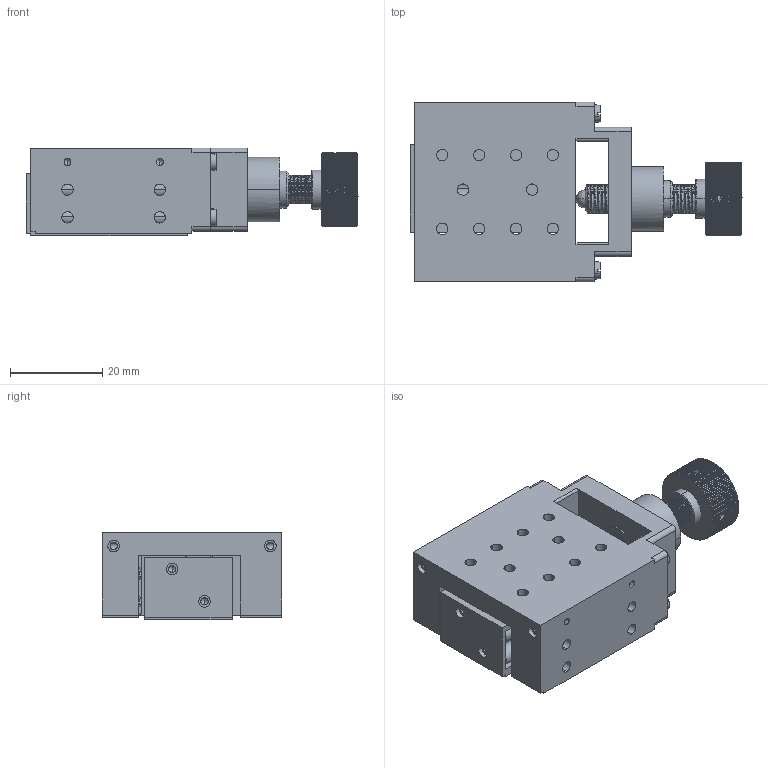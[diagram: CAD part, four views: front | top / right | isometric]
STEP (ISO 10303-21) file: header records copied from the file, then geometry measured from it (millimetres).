
FILE_DESCRIPTION(/* description */ (''),/* implementation_level */ '2;1');
FILE_NAME(/* name */ '02_TSS-B',/* time_stamp */ '2025-04-15T15:57:31+03:00',/* author */ (''),/* organization */ (''),/* preprocessor_version */ 'ST-DEVELOPER v16.5',/* originating_system */ 'Rhino 7.34',/* authorisation */ '');
FILE_SCHEMA (('AUTOMOTIVE_DESIGN'));
Length unit declared in the file: millimetre
Products named in the file (1): Document
Bounding box: 72 x 39 x 19 mm (x, y, z)
Volume: 27292.7 mm3; surface area: 19634.9 mm2
Topology: 4 solids, 4 shells, 1165 faces, 3364 edges, 2127 vertices
Faces by surface type: plane 609, cylinder 356, bspline 200
Entity records: 58068 total; most frequent: CARTESIAN_POINT 36936, ORIENTED_EDGE 6664, EDGE_CURVE 3332, B_SPLINE_CURVE_WITH_KNOTS 2332, VERTEX_POINT 2125, EDGE_LOOP 1256, ADVANCED_FACE 1161, FACE_OUTER_BOUND 1161
